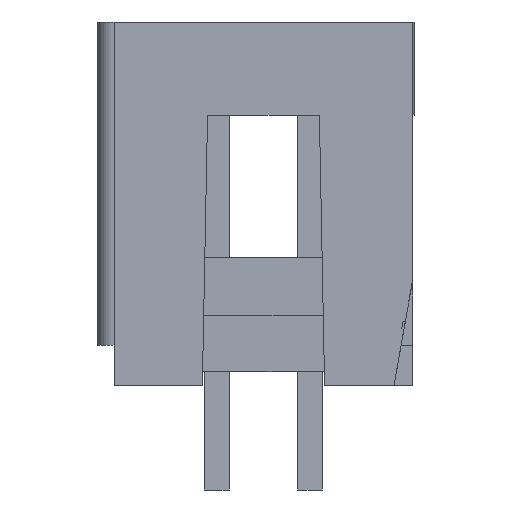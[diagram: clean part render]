
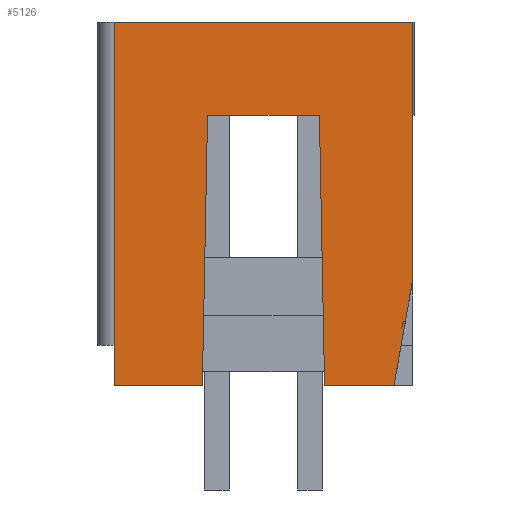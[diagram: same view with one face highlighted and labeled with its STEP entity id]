
A CAD part, left-side view. The second image highlights one B-rep face of the part: STEP entity #5126.
In plain terms, the highlighted planar face has unit normal (-1, 0, 0).
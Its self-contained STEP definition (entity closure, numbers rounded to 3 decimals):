
#4880=CARTESIAN_POINT('',(-12.548,-1.665,0.0));
#4881=VERTEX_POINT('',#4880);
#4882=CARTESIAN_POINT('',(-12.548,-1.524,7.366));
#4883=VERTEX_POINT('',#4882);
#4884=CARTESIAN_POINT('',(-12.548,-1.665,0.));
#4885=DIRECTION('',(0.0,0.019,1.));
#4886=VECTOR('',#4885,7.367);
#4887=LINE('',#4884,#4886);
#4888=EDGE_CURVE('',#4881,#4883,#4887,.T.);
#5000=CARTESIAN_POINT('',(-12.548,1.524,7.366));
#5001=VERTEX_POINT('',#5000);
#5008=CARTESIAN_POINT('',(-12.548,1.665,0.0));
#5009=VERTEX_POINT('',#5008);
#5010=CARTESIAN_POINT('',(-12.548,1.665,0.));
#5011=DIRECTION('',(0.0,-0.019,1.));
#5012=VECTOR('',#5011,7.367);
#5013=LINE('',#5010,#5012);
#5014=EDGE_CURVE('',#5009,#5001,#5013,.T.);
#5065=CARTESIAN_POINT('',(-12.548,4.47,-0.495));
#5066=DIRECTION('',(-1.0,0.0,0.0));
#5067=DIRECTION('',(0.0,0.0,1.0));
#5068=AXIS2_PLACEMENT_3D('',#5065,#5066,#5067);
#5069=PLANE('',#5068);
#5070=CARTESIAN_POINT('',(-12.548,-4.064,2.881));
#5071=VERTEX_POINT('',#5070);
#5072=CARTESIAN_POINT('',(-12.548,-4.064,9.906));
#5073=VERTEX_POINT('',#5072);
#5074=CARTESIAN_POINT('',(-12.548,-4.064,2.881));
#5075=DIRECTION('',(0.0,0.0,1.0));
#5076=VECTOR('',#5075,7.025);
#5077=LINE('',#5074,#5076);
#5078=EDGE_CURVE('',#5071,#5073,#5077,.T.);
#5079=ORIENTED_EDGE('',*,*,#5078,.T.);
#5080=CARTESIAN_POINT('',(-12.548,4.064,9.906));
#5081=VERTEX_POINT('',#5080);
#5082=CARTESIAN_POINT('',(-12.548,4.064,9.906));
#5083=DIRECTION('',(0.0,-1.0,0.0));
#5084=VECTOR('',#5083,8.128);
#5085=LINE('',#5082,#5084);
#5086=EDGE_CURVE('',#5081,#5073,#5085,.T.);
#5087=ORIENTED_EDGE('',*,*,#5086,.F.);
#5088=CARTESIAN_POINT('',(-12.548,4.064,0.0));
#5089=VERTEX_POINT('',#5088);
#5090=CARTESIAN_POINT('',(-12.548,4.064,9.906));
#5091=DIRECTION('',(0.0,0.0,-1.0));
#5092=VECTOR('',#5091,9.906);
#5093=LINE('',#5090,#5092);
#5094=EDGE_CURVE('',#5081,#5089,#5093,.T.);
#5095=ORIENTED_EDGE('',*,*,#5094,.T.);
#5096=CARTESIAN_POINT('',(-12.548,4.064,0.0));
#5097=DIRECTION('',(0.0,-1.0,0.0));
#5098=VECTOR('',#5097,2.399);
#5099=LINE('',#5096,#5098);
#5100=EDGE_CURVE('',#5089,#5009,#5099,.T.);
#5101=ORIENTED_EDGE('',*,*,#5100,.T.);
#5102=ORIENTED_EDGE('',*,*,#5014,.T.);
#5103=CARTESIAN_POINT('',(-12.548,1.524,7.366));
#5104=DIRECTION('',(0.0,-1.0,0.0));
#5105=VECTOR('',#5104,3.048);
#5106=LINE('',#5103,#5105);
#5107=EDGE_CURVE('',#5001,#4883,#5106,.T.);
#5108=ORIENTED_EDGE('',*,*,#5107,.T.);
#5109=ORIENTED_EDGE('',*,*,#4888,.F.);
#5110=CARTESIAN_POINT('',(-12.548,-3.556,0.0));
#5111=VERTEX_POINT('',#5110);
#5112=CARTESIAN_POINT('',(-12.548,-1.665,0.0));
#5113=DIRECTION('',(0.0,-1.0,0.0));
#5114=VECTOR('',#5113,1.891);
#5115=LINE('',#5112,#5114);
#5116=EDGE_CURVE('',#4881,#5111,#5115,.T.);
#5117=ORIENTED_EDGE('',*,*,#5116,.T.);
#5118=CARTESIAN_POINT('',(-12.548,-4.064,2.881));
#5119=DIRECTION('',(0.0,0.174,-0.985));
#5120=VECTOR('',#5119,2.925);
#5121=LINE('',#5118,#5120);
#5122=EDGE_CURVE('',#5071,#5111,#5121,.T.);
#5123=ORIENTED_EDGE('',*,*,#5122,.F.);
#5124=EDGE_LOOP('',(#5079,#5087,#5095,#5101,#5102,#5108,#5109,#5117,#5123));
#5125=FACE_OUTER_BOUND('',#5124,.T.);
#5126=ADVANCED_FACE('',(#5125),#5069,.T.);
